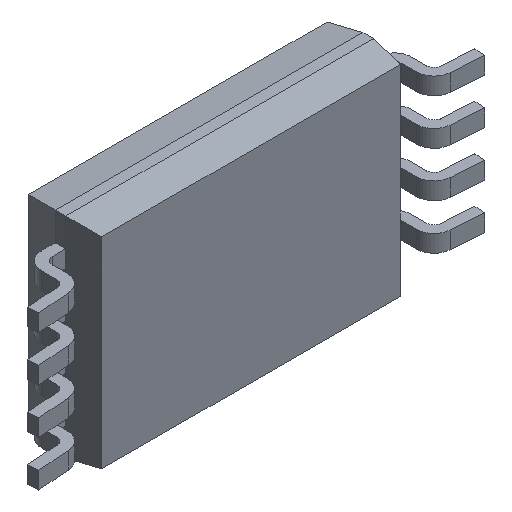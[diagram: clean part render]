
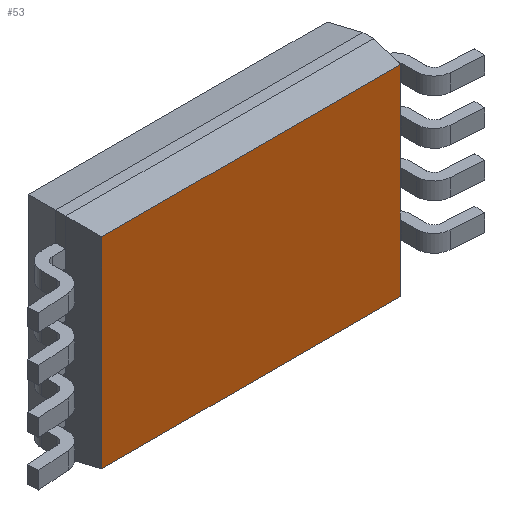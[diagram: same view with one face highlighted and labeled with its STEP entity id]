
A CAD part, isometric view. The second image highlights one B-rep face of the part: STEP entity #53.
In plain terms, the highlighted planar face has unit normal (0, -1, 0).
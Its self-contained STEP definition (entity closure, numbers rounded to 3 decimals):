
#53 = ADVANCED_FACE ( 'NONE', ( #3483 ), #3439, .T. ) ;
#69 = VECTOR ( 'NONE', #3197, 1000. ) ;
#74 = VECTOR ( 'NONE', #2561, 1000. ) ;
#149 = DIRECTION ( 'NONE',  ( -1., 0., 0. ) ) ;
#187 = ORIENTED_EDGE ( 'NONE', *, *, #3521, .T. ) ;
#290 = VERTEX_POINT ( 'NONE', #3936 ) ;
#418 = ORIENTED_EDGE ( 'NONE', *, *, #853, .T. ) ;
#613 = EDGE_CURVE ( 'NONE', #2140, #2252, #1193, .T. ) ;
#760 = CARTESIAN_POINT ( 'NONE',  ( 2.137, 0.15, -1.437 ) ) ;
#784 = DIRECTION ( 'NONE',  ( 0., 0., 1. ) ) ;
#806 = LINE ( 'NONE', #1313, #4048 ) ;
#853 = EDGE_CURVE ( 'NONE', #3273, #2140, #2086, .T. ) ;
#959 = CARTESIAN_POINT ( 'NONE',  ( -2.137, 0.15, 0. ) ) ;
#1067 = CARTESIAN_POINT ( 'NONE',  ( -2.137, 0.15, -1.437 ) ) ;
#1193 = LINE ( 'NONE', #1949, #74 ) ;
#1288 = DIRECTION ( 'NONE',  ( 1., 0., 0. ) ) ;
#1313 = CARTESIAN_POINT ( 'NONE',  ( 0., 0.15, 1.437 ) ) ;
#1620 = DIRECTION ( 'NONE',  ( 0., -1., 0. ) ) ;
#1949 = CARTESIAN_POINT ( 'NONE',  ( 0., 0.15, -1.437 ) ) ;
#2086 = LINE ( 'NONE', #959, #69 ) ;
#2140 = VERTEX_POINT ( 'NONE', #1067 ) ;
#2252 = VERTEX_POINT ( 'NONE', #760 ) ;
#2258 = EDGE_CURVE ( 'NONE', #2252, #290, #3246, .T. ) ;
#2453 = EDGE_LOOP ( 'NONE', ( #418, #2541, #3924, #187 ) ) ;
#2541 = ORIENTED_EDGE ( 'NONE', *, *, #613, .T. ) ;
#2561 = DIRECTION ( 'NONE',  ( 1., 0., 0. ) ) ;
#2673 = AXIS2_PLACEMENT_3D ( 'NONE', #2849, #1620, #1288 ) ;
#2849 = CARTESIAN_POINT ( 'NONE',  ( 0., 0.15, 0. ) ) ;
#2980 = CARTESIAN_POINT ( 'NONE',  ( 2.137, 0.15, 0. ) ) ;
#2991 = CARTESIAN_POINT ( 'NONE',  ( -2.137, 0.15, 1.437 ) ) ;
#3197 = DIRECTION ( 'NONE',  ( 0., 0., -1. ) ) ;
#3246 = LINE ( 'NONE', #2980, #3970 ) ;
#3273 = VERTEX_POINT ( 'NONE', #2991 ) ;
#3439 = PLANE ( 'NONE',  #2673 ) ;
#3483 = FACE_OUTER_BOUND ( 'NONE', #2453, .T. ) ;
#3521 = EDGE_CURVE ( 'NONE', #290, #3273, #806, .T. ) ;
#3924 = ORIENTED_EDGE ( 'NONE', *, *, #2258, .T. ) ;
#3936 = CARTESIAN_POINT ( 'NONE',  ( 2.137, 0.15, 1.437 ) ) ;
#3970 = VECTOR ( 'NONE', #784, 1000. ) ;
#4048 = VECTOR ( 'NONE', #149, 1000. ) ;
